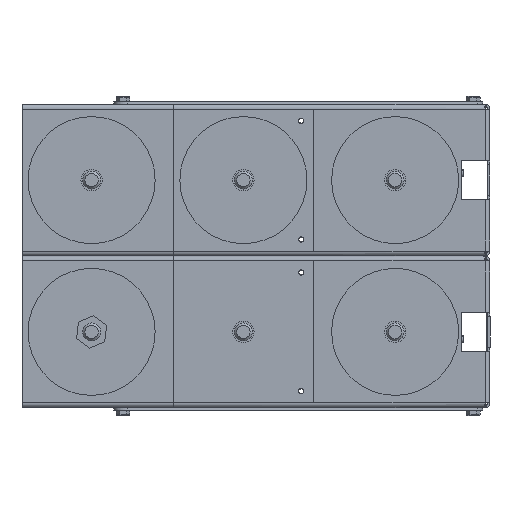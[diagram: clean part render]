
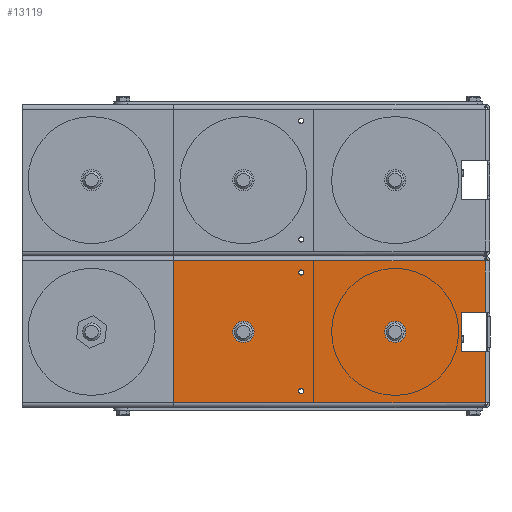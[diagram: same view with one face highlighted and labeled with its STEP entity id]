
A CAD part, front view. The second image highlights one B-rep face of the part: STEP entity #13119.
In plain terms, the highlighted planar face has unit normal (0, -1, 0).
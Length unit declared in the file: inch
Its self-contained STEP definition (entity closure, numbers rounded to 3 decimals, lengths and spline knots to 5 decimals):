
#543=FACE_BOUND('',#2036,.T.);
#544=FACE_BOUND('',#2037,.T.);
#545=FACE_BOUND('',#2038,.T.);
#546=FACE_BOUND('',#2039,.T.);
#845=PLANE('',#14340);
#1309=FACE_OUTER_BOUND('',#2035,.T.);
#2035=EDGE_LOOP('',(#9200,#9201,#9202,#9203,#9204,#9205,#9206,#9207,#9208,
#9209,#9210,#9211));
#2036=EDGE_LOOP('',(#9212));
#2037=EDGE_LOOP('',(#9213));
#2038=EDGE_LOOP('',(#9214));
#2039=EDGE_LOOP('',(#9215));
#2995=LINE('',#19221,#4234);
#2997=LINE('',#19227,#4236);
#3001=LINE('',#19237,#4240);
#3002=LINE('',#19239,#4241);
#3003=LINE('',#19241,#4242);
#3004=LINE('',#19243,#4243);
#3005=LINE('',#19245,#4244);
#3006=LINE('',#19247,#4245);
#3007=LINE('',#19249,#4246);
#3008=LINE('',#19251,#4247);
#3009=LINE('',#19253,#4248);
#3010=LINE('',#19254,#4249);
#4234=VECTOR('',#15689,0.3937);
#4236=VECTOR('',#15695,0.3937);
#4240=VECTOR('',#15703,0.3937);
#4241=VECTOR('',#15704,0.3937);
#4242=VECTOR('',#15705,0.3937);
#4243=VECTOR('',#15706,0.3937);
#4244=VECTOR('',#15707,0.3937);
#4245=VECTOR('',#15708,0.3937);
#4246=VECTOR('',#15709,0.3937);
#4247=VECTOR('',#15710,0.3937);
#4248=VECTOR('',#15711,0.3937);
#4249=VECTOR('',#15712,0.3937);
#5463=CIRCLE('',#14324,0.28);
#5465=CIRCLE('',#14327,0.28);
#5467=CIRCLE('',#14330,0.07);
#5469=CIRCLE('',#14333,0.07);
#5886=VERTEX_POINT('',#19193);
#5888=VERTEX_POINT('',#19199);
#5890=VERTEX_POINT('',#19205);
#5892=VERTEX_POINT('',#19211);
#5895=VERTEX_POINT('',#19218);
#5896=VERTEX_POINT('',#19220);
#5898=VERTEX_POINT('',#19226);
#5902=VERTEX_POINT('',#19236);
#5903=VERTEX_POINT('',#19238);
#5904=VERTEX_POINT('',#19240);
#5905=VERTEX_POINT('',#19242);
#5906=VERTEX_POINT('',#19244);
#5907=VERTEX_POINT('',#19246);
#5908=VERTEX_POINT('',#19248);
#5909=VERTEX_POINT('',#19250);
#5910=VERTEX_POINT('',#19252);
#7188=EDGE_CURVE('',#5886,#5886,#5463,.T.);
#7191=EDGE_CURVE('',#5888,#5888,#5465,.T.);
#7194=EDGE_CURVE('',#5890,#5890,#5467,.T.);
#7197=EDGE_CURVE('',#5892,#5892,#5469,.T.);
#7201=EDGE_CURVE('',#5895,#5896,#2995,.T.);
#7204=EDGE_CURVE('',#5898,#5896,#2997,.T.);
#7209=EDGE_CURVE('',#5902,#5895,#3001,.T.);
#7210=EDGE_CURVE('',#5903,#5902,#3002,.T.);
#7211=EDGE_CURVE('',#5904,#5903,#3003,.T.);
#7212=EDGE_CURVE('',#5905,#5904,#3004,.T.);
#7213=EDGE_CURVE('',#5905,#5906,#3005,.T.);
#7214=EDGE_CURVE('',#5906,#5907,#3006,.T.);
#7215=EDGE_CURVE('',#5907,#5908,#3007,.T.);
#7216=EDGE_CURVE('',#5908,#5909,#3008,.T.);
#7217=EDGE_CURVE('',#5909,#5910,#3009,.T.);
#7218=EDGE_CURVE('',#5910,#5898,#3010,.T.);
#9200=ORIENTED_EDGE('',*,*,#7201,.F.);
#9201=ORIENTED_EDGE('',*,*,#7209,.F.);
#9202=ORIENTED_EDGE('',*,*,#7210,.F.);
#9203=ORIENTED_EDGE('',*,*,#7211,.F.);
#9204=ORIENTED_EDGE('',*,*,#7212,.F.);
#9205=ORIENTED_EDGE('',*,*,#7213,.T.);
#9206=ORIENTED_EDGE('',*,*,#7214,.T.);
#9207=ORIENTED_EDGE('',*,*,#7215,.T.);
#9208=ORIENTED_EDGE('',*,*,#7216,.T.);
#9209=ORIENTED_EDGE('',*,*,#7217,.T.);
#9210=ORIENTED_EDGE('',*,*,#7218,.T.);
#9211=ORIENTED_EDGE('',*,*,#7204,.T.);
#9212=ORIENTED_EDGE('',*,*,#7188,.T.);
#9213=ORIENTED_EDGE('',*,*,#7191,.T.);
#9214=ORIENTED_EDGE('',*,*,#7194,.T.);
#9215=ORIENTED_EDGE('',*,*,#7197,.T.);
#13119=ADVANCED_FACE('',(#1309,#543,#544,#545,#546),#845,.T.);
#14324=AXIS2_PLACEMENT_3D('',#19194,#15659,#15660);
#14327=AXIS2_PLACEMENT_3D('',#19200,#15666,#15667);
#14330=AXIS2_PLACEMENT_3D('',#19206,#15673,#15674);
#14333=AXIS2_PLACEMENT_3D('',#19212,#15680,#15681);
#14340=AXIS2_PLACEMENT_3D('',#19235,#15701,#15702);
#15659=DIRECTION('center_axis',(0.,1.,0.));
#15660=DIRECTION('ref_axis',(-1.,0.,0.));
#15666=DIRECTION('center_axis',(0.,1.,0.));
#15667=DIRECTION('ref_axis',(-1.,0.,0.));
#15673=DIRECTION('center_axis',(0.,1.,0.));
#15674=DIRECTION('ref_axis',(-1.,0.,0.));
#15680=DIRECTION('center_axis',(0.,1.,0.));
#15681=DIRECTION('ref_axis',(-1.,0.,0.));
#15689=DIRECTION('',(0.,0.,-1.));
#15695=DIRECTION('',(1.,0.,0.));
#15701=DIRECTION('center_axis',(0.,-1.,0.));
#15702=DIRECTION('ref_axis',(0.,0.,-1.));
#15703=DIRECTION('',(1.,0.,0.));
#15704=DIRECTION('',(0.,0.,1.));
#15705=DIRECTION('',(-1.,0.,0.));
#15706=DIRECTION('',(0.,0.,-1.));
#15707=DIRECTION('',(-1.,0.,0.));
#15708=DIRECTION('',(0.,0.,1.));
#15709=DIRECTION('',(-1.,0.,0.));
#15710=DIRECTION('',(0.,0.,1.));
#15711=DIRECTION('',(1.,0.,0.));
#15712=DIRECTION('',(0.,0.,1.));
#19193=CARTESIAN_POINT('',(-2.22,-0.0635,0.));
#19194=CARTESIAN_POINT('Origin',(-2.5,-0.0635,
0.));
#19199=CARTESIAN_POINT('',(-6.22,-0.0635,0.));
#19200=CARTESIAN_POINT('Origin',(-6.5,-0.0635,
0.));
#19205=CARTESIAN_POINT('',(-4.91,-0.0635,-1.565));
#19206=CARTESIAN_POINT('Origin',(-4.98,-0.0635,-1.565));
#19211=CARTESIAN_POINT('',(-4.91,-0.0635,1.565));
#19212=CARTESIAN_POINT('Origin',(-4.98,-0.0635,1.565));
#19218=CARTESIAN_POINT('',(-0.127,-0.0635,1.873));
#19220=CARTESIAN_POINT('',(-0.127,-0.0635,0.505));
#19221=CARTESIAN_POINT('',(-0.127,-0.0635,0.));
#19226=CARTESIAN_POINT('',(-0.76,-0.0635,0.505));
#19227=CARTESIAN_POINT('',(0.,-0.0635,0.505));
#19235=CARTESIAN_POINT('Origin',(0.,-0.0635,0.));
#19236=CARTESIAN_POINT('',(-8.34,-0.0635,1.873));
#19237=CARTESIAN_POINT('',(-0.6063,-0.0635,1.873));
#19238=CARTESIAN_POINT('',(-8.34,-0.0635,-1.873));
#19239=CARTESIAN_POINT('',(-8.34,-0.0635,0.));
#19240=CARTESIAN_POINT('',(-0.127,-0.0635,-1.873));
#19241=CARTESIAN_POINT('',(-0.6063,-0.0635,-1.873));
#19242=CARTESIAN_POINT('',(-0.127,-0.0635,-0.505));
#19243=CARTESIAN_POINT('',(-0.127,-0.0635,0.));
#19244=CARTESIAN_POINT('',(-0.76,-0.0635,-0.505));
#19245=CARTESIAN_POINT('',(0.,-0.0635,-0.505));
#19246=CARTESIAN_POINT('',(-0.76,-0.0635,-0.475));
#19247=CARTESIAN_POINT('',(-0.76,-0.0635,-0.2275));
#19248=CARTESIAN_POINT('',(-0.7635,-0.0635,-0.475));
#19249=CARTESIAN_POINT('',(-0.38175,-0.0635,-0.475));
#19250=CARTESIAN_POINT('',(-0.7635,-0.0635,0.475));
#19251=CARTESIAN_POINT('',(-0.7635,-0.0635,0.2375));
#19252=CARTESIAN_POINT('',(-0.76,-0.0635,0.475));
#19253=CARTESIAN_POINT('',(-0.03175,-0.0635,0.475));
#19254=CARTESIAN_POINT('',(-0.76,-0.0635,0.2275));
